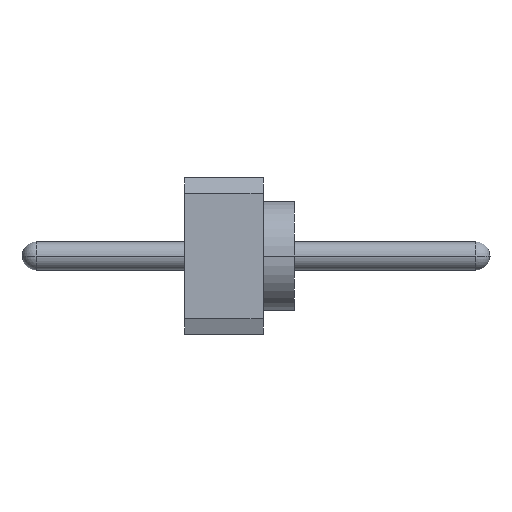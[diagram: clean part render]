
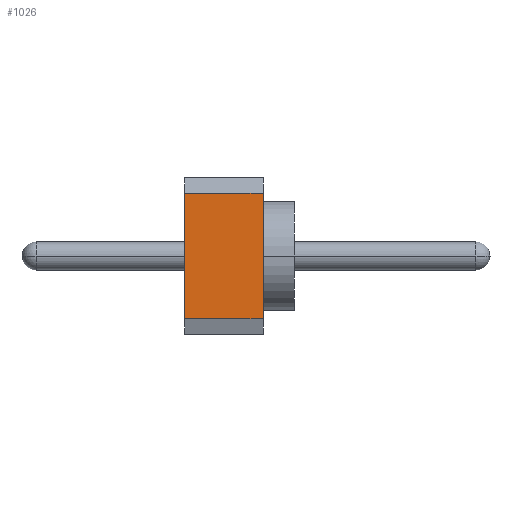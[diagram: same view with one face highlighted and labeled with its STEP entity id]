
A CAD part, left-side view. The second image highlights one B-rep face of the part: STEP entity #1026.
In plain terms, the highlighted face is planar.
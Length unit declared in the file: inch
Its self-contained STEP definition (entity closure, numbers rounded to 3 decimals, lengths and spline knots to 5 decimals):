
#14 = DIRECTION ( 'NONE',  ( 0., 1., 0. ) ) ;
#19 = CARTESIAN_POINT ( 'NONE',  ( 0.05, 0.05, -0.05 ) ) ;
#52 = VERTEX_POINT ( 'NONE', #343 ) ;
#72 = ORIENTED_EDGE ( 'NONE', *, *, #337, .T. ) ;
#86 = CARTESIAN_POINT ( 'NONE',  ( 0.05, 0., 0.04 ) ) ;
#99 = DIRECTION ( 'NONE',  ( 0., 1., 0. ) ) ;
#134 = CARTESIAN_POINT ( 'NONE',  ( 0.05, 0., -0.05 ) ) ;
#148 = LINE ( 'NONE', #134, #303 ) ;
#193 = CARTESIAN_POINT ( 'NONE',  ( 0.05, 0., -0.04 ) ) ;
#212 = CARTESIAN_POINT ( 'NONE',  ( 0.05, 0.05, -0.05 ) ) ;
#244 = VECTOR ( 'NONE', #14, 39.37008 ) ;
#261 = VECTOR ( 'NONE', #275, 39.37008 ) ;
#275 = DIRECTION ( 'NONE',  ( 0., 0., -1. ) ) ;
#303 = VECTOR ( 'NONE', #501, 39.37008 ) ;
#311 = EDGE_LOOP ( 'NONE', ( #554, #326, #946, #72 ) ) ;
#326 = ORIENTED_EDGE ( 'NONE', *, *, #726, .F. ) ;
#337 = EDGE_CURVE ( 'NONE', #52, #706, #148, .T. ) ;
#343 = CARTESIAN_POINT ( 'NONE',  ( 0.05, 0., 0.04 ) ) ;
#444 = CARTESIAN_POINT ( 'NONE',  ( 0.05, 0.05, -0.04 ) ) ;
#476 = VECTOR ( 'NONE', #99, 39.37008 ) ;
#477 = FACE_OUTER_BOUND ( 'NONE', #311, .T. ) ;
#501 = DIRECTION ( 'NONE',  ( 0., 0., -1. ) ) ;
#550 = PLANE ( 'NONE',  #599 ) ;
#554 = ORIENTED_EDGE ( 'NONE', *, *, #1018, .T. ) ;
#599 = AXIS2_PLACEMENT_3D ( 'NONE', #212, #1005, #909 ) ;
#701 = CARTESIAN_POINT ( 'NONE',  ( 0.05, 0.05, 0.04 ) ) ;
#706 = VERTEX_POINT ( 'NONE', #193 ) ;
#726 = EDGE_CURVE ( 'NONE', #858, #933, #996, .T. ) ;
#818 = CARTESIAN_POINT ( 'NONE',  ( 0.05, 0., -0.04 ) ) ;
#834 = LINE ( 'NONE', #818, #244 ) ;
#858 = VERTEX_POINT ( 'NONE', #701 ) ;
#897 = LINE ( 'NONE', #86, #476 ) ;
#909 = DIRECTION ( 'NONE',  ( 0., 0., 1. ) ) ;
#933 = VERTEX_POINT ( 'NONE', #444 ) ;
#946 = ORIENTED_EDGE ( 'NONE', *, *, #988, .F. ) ;
#988 = EDGE_CURVE ( 'NONE', #52, #858, #897, .T. ) ;
#996 = LINE ( 'NONE', #19, #261 ) ;
#1005 = DIRECTION ( 'NONE',  ( -1., 0., 0. ) ) ;
#1018 = EDGE_CURVE ( 'NONE', #706, #933, #834, .T. ) ;
#1026 = ADVANCED_FACE ( 'NONE', ( #477 ), #550, .F. ) ;
